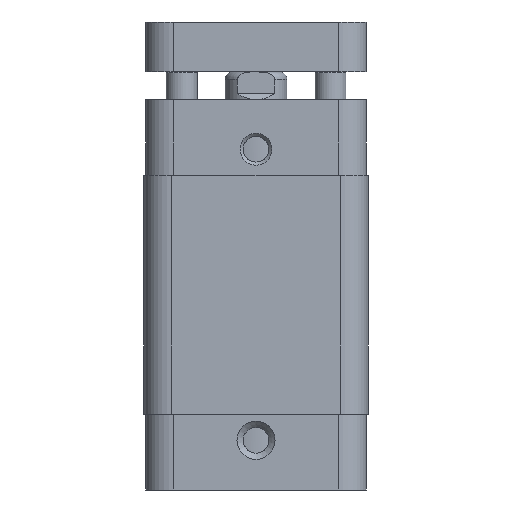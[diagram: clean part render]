
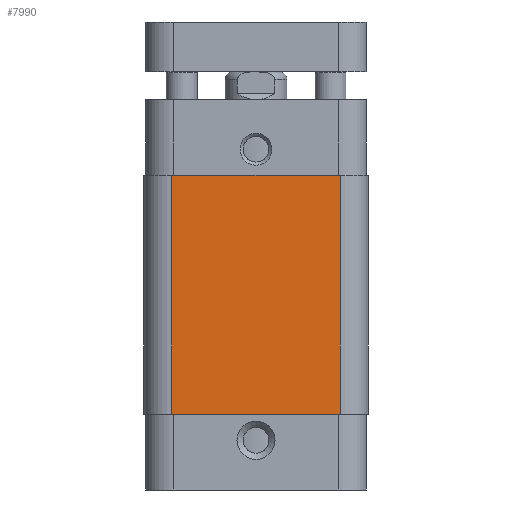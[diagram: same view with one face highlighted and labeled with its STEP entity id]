
A CAD part, left-side view. The second image highlights one B-rep face of the part: STEP entity #7990.
In plain terms, the highlighted planar face has unit normal (-1, 0, 0).
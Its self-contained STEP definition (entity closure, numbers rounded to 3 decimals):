
#71=LINE('',#12028,#705);
#98=LINE('',#12137,#732);
#99=LINE('',#12138,#733);
#100=LINE('',#12139,#734);
#705=VECTOR('',#9508,27.1);
#732=VECTOR('',#9591,27.1);
#733=VECTOR('',#9592,38.5);
#734=VECTOR('',#9593,38.5);
#1491=PLANE('',#8547);
#2106=FACE_OUTER_BOUND('',#2620,.T.);
#2620=EDGE_LOOP('',(#5743,#5744,#5745,#5746));
#3752=VERTEX_POINT('',#12025);
#3753=VERTEX_POINT('',#12027);
#3806=VERTEX_POINT('',#12135);
#3807=VERTEX_POINT('',#12136);
#4556=EDGE_CURVE('',#3753,#3752,#71,.T.);
#4610=EDGE_CURVE('',#3806,#3807,#98,.T.);
#4611=EDGE_CURVE('',#3807,#3753,#99,.T.);
#4612=EDGE_CURVE('',#3806,#3752,#100,.T.);
#5743=ORIENTED_EDGE('',*,*,#4610,.T.);
#5744=ORIENTED_EDGE('',*,*,#4611,.T.);
#5745=ORIENTED_EDGE('',*,*,#4556,.T.);
#5746=ORIENTED_EDGE('',*,*,#4612,.F.);
#7990=ADVANCED_FACE('',(#2106),#1491,.T.);
#8547=AXIS2_PLACEMENT_3D('',#12134,#9589,#9590);
#9508=DIRECTION('',(0.,1.,0.));
#9589=DIRECTION('center_axis',(-1.,0.,0.));
#9590=DIRECTION('ref_axis',(0.,1.,0.));
#9591=DIRECTION('',(0.,-1.,0.));
#9592=DIRECTION('',(0.,0.,1.));
#9593=DIRECTION('',(0.,0.,1.));
#12025=CARTESIAN_POINT('',(-18.05,13.55,44.6));
#12027=CARTESIAN_POINT('',(-18.05,-13.55,44.6));
#12028=CARTESIAN_POINT('',(-18.05,-13.55,44.6));
#12134=CARTESIAN_POINT('Origin',(-18.05,13.55,25.35));
#12135=CARTESIAN_POINT('',(-18.05,13.55,6.1));
#12136=CARTESIAN_POINT('',(-18.05,-13.55,6.1));
#12137=CARTESIAN_POINT('',(-18.05,13.55,6.1));
#12138=CARTESIAN_POINT('',(-18.05,-13.55,6.1));
#12139=CARTESIAN_POINT('',(-18.05,13.55,6.1));
